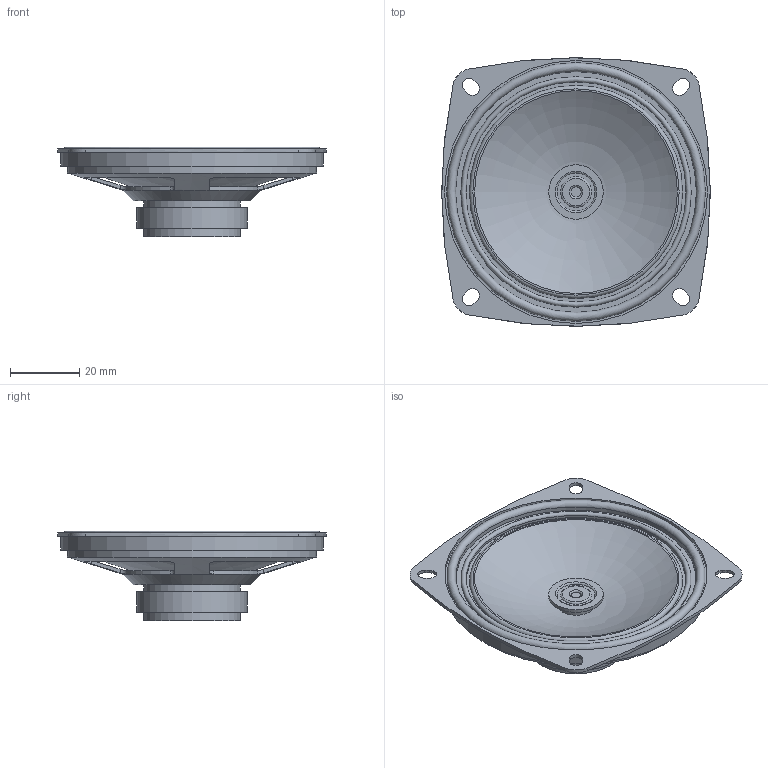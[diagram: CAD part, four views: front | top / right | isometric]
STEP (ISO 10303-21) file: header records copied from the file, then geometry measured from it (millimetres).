
FILE_DESCRIPTION(/* description */ (''),/* implementation_level */ '2;1');
FILE_NAME(/* name */ '1313 Speaker 3in 8Ohm 1W.step',/* time_stamp */ '2018-07-07T13:01:14-04:00',/* author */ ('Adafruit'),/* organization */ (''),/* preprocessor_version */ 'ST-DEVELOPER v17',/* originating_system */ 'Autodesk Translation Framework v7.1.0.215',/* authorisation */ '');
FILE_SCHEMA (('AUTOMOTIVE_DESIGN { 1 0 10303 214 3 1 1 }'));
Length unit declared in the file: millimetre
Products named in the file (1): Speaker 3in 8Ohm 1W
Bounding box: 77.8 x 77.8 x 26 mm (x, y, z)
Volume: 30454.4 mm3; surface area: 24821.7 mm2
Topology: 3 solids, 3 shells, 99 faces, 273 edges, 188 vertices
Faces by surface type: cylinder 45, plane 34, bspline 10, torus 6, cone 4
Full cylindrical faces by diameter (mm): 11 x1, 15.8 x1, 28 x2, 32 x1, 63.8 x1, 66.8 x1, 69.8 x1, 70.2 x1, 72.2 x1, 74.2 x1, 75 x1, 76.2 x2
Entity records: 4243 total; most frequent: CARTESIAN_POINT 1706, ORIENTED_EDGE 544, DIRECTION 495, EDGE_CURVE 272, AXIS2_PLACEMENT_3D 207, VERTEX_POINT 188, EDGE_LOOP 126, CIRCLE 117
